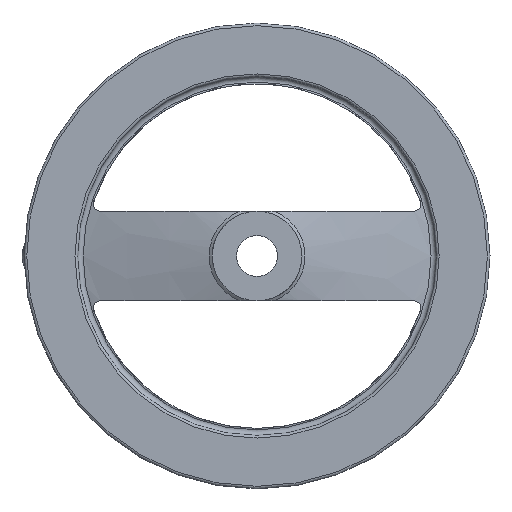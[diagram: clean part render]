
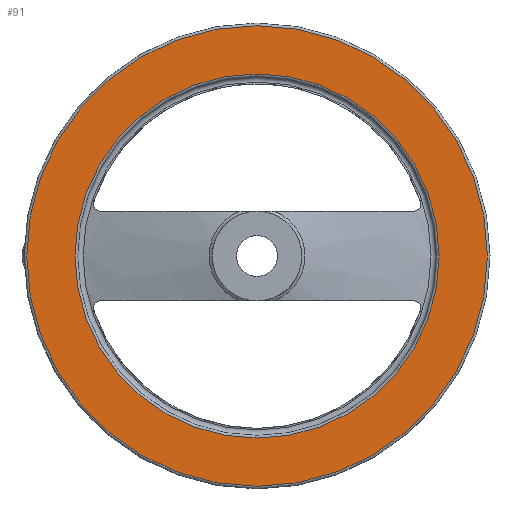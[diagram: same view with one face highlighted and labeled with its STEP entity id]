
A CAD part, left-side view. The second image highlights one B-rep face of the part: STEP entity #91.
In plain terms, the highlighted planar face has unit normal (-1, 0, 0).
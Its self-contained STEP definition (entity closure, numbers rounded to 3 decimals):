
#91 = ADVANCED_FACE( '', ( #206, #207 ), #208, .F. );
#206 = FACE_OUTER_BOUND( '', #368, .T. );
#207 = FACE_BOUND( '', #369, .T. );
#208 = PLANE( '', #370 );
#368 = EDGE_LOOP( '', ( #539 ) );
#369 = EDGE_LOOP( '', ( #540 ) );
#370 = AXIS2_PLACEMENT_3D( '', #541, #542, #543 );
#539 = ORIENTED_EDGE( '', *, *, #735, .F. );
#540 = ORIENTED_EDGE( '', *, *, #686, .T. );
#541 = CARTESIAN_POINT( '', ( 26.6, 97.713, 0. ) );
#542 = DIRECTION( '', ( 1., 0., 0. ) );
#543 = DIRECTION( '', ( 0., 0., -1. ) );
#686 = EDGE_CURVE( '', #788, #788, #789, .T. );
#735 = EDGE_CURVE( '', #866, #866, #867, .T. );
#788 = VERTEX_POINT( '', #953 );
#789 = CIRCLE( '', #954, 97.713 );
#866 = VERTEX_POINT( '', #1138 );
#867 = CIRCLE( '', #1139, 123.6 );
#953 = CARTESIAN_POINT( '', ( 26.6, 0., -97.713 ) );
#954 = AXIS2_PLACEMENT_3D( '', #1419, #1420, #1421 );
#1138 = CARTESIAN_POINT( '', ( 26.6, 0., -123.6 ) );
#1139 = AXIS2_PLACEMENT_3D( '', #1487, #1488, #1489 );
#1419 = CARTESIAN_POINT( '', ( 26.6, 0., 0. ) );
#1420 = DIRECTION( '', ( 1., 0., 0. ) );
#1421 = DIRECTION( '', ( 0., 0., -1. ) );
#1487 = CARTESIAN_POINT( '', ( 26.6, 0., 0. ) );
#1488 = DIRECTION( '', ( 1., 0., 0. ) );
#1489 = DIRECTION( '', ( 0., 0., -1. ) );
